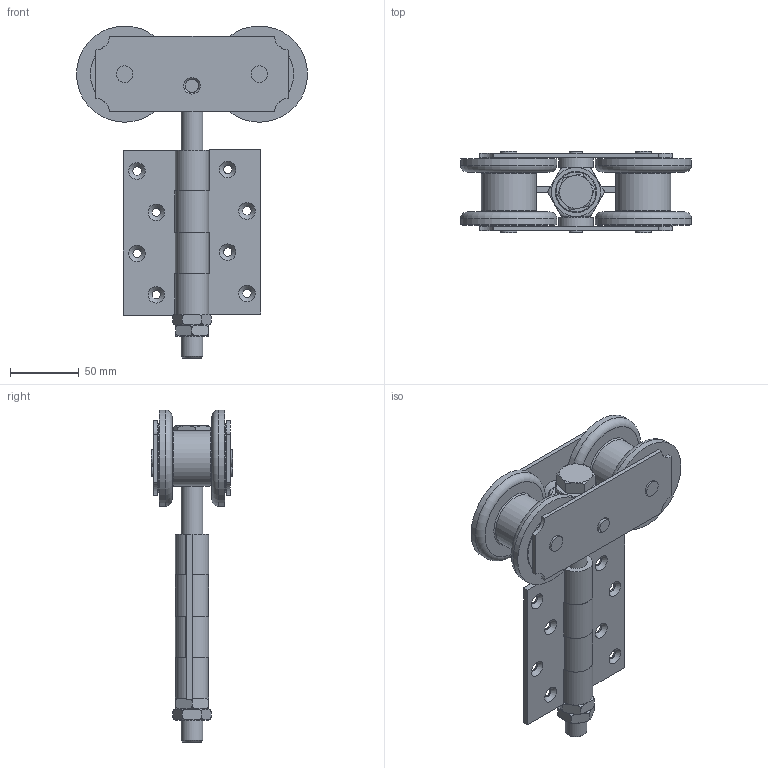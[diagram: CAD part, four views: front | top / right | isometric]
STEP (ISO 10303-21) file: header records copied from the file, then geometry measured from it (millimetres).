
FILE_DESCRIPTION(/* description */ (''),/* implementation_level */ '2;1');
FILE_NAME(/* name */ '582.stp',/* time_stamp */ '2019-12-18T11:55:14+01:00',/* author */ ('DOMINIQUE'),/* organization */ (''),/* preprocessor_version */ 'ST-DEVELOPER v17.2',/* originating_system */ 'Autodesk Inventor 2019',/* authorisation */ '');
FILE_SCHEMA (('CONFIG_CONTROL_DESIGN'));
Length unit declared in the file: millimetre
Products named in the file (13): 582; 15502; 15109; 15538 MONT; 04556; 06016; 15232_B; CAG6; 15056; 15658; 14006-A_bague; 09002; 14006-A_pivot
Assembly tree (27 placements, depth 3):
  582
    15502  x2
    15109  x2
    15538 MONT  x2
    04556
    06016  x2
    15232_B  x2
    CAG6  x2
      15056
      15658
    14006-A_bague
    09002
    14006-A_pivot  x2
Bounding box: 168 x 59 x 241.5 mm (x, y, z)
Volume: 398430.8 mm3; surface area: 169653.9 mm2
Topology: 35 solids, 35 shells, 596 faces, 1596 edges, 1068 vertices
Faces by surface type: plane 310, cylinder 211, cone 34, bspline 16, torus 13, sphere 12
Full cylindrical faces by diameter (mm): 1.7 x2, 2 x2, 5 x18, 6.2 x8, 9.7 x6, 10 x6, 10.8 x2, 11.1 x2, 12 x4, 13.835 x2, 16 x3, 16.2 x2, 16.5 x1, 17 x1, 18 x1, 22 x1, 25 x2, 25.8 x2, 26.15 x2, 30 x2, 40 x2, 50 x4, 70 x4
Entity records: 11167 total; most frequent: CARTESIAN_POINT 2358, DIRECTION 1866, ORIENTED_EDGE 1688, EDGE_CURVE 844, AXIS2_PLACEMENT_3D 745, VERTEX_POINT 563, CIRCLE 409, EDGE_LOOP 379
